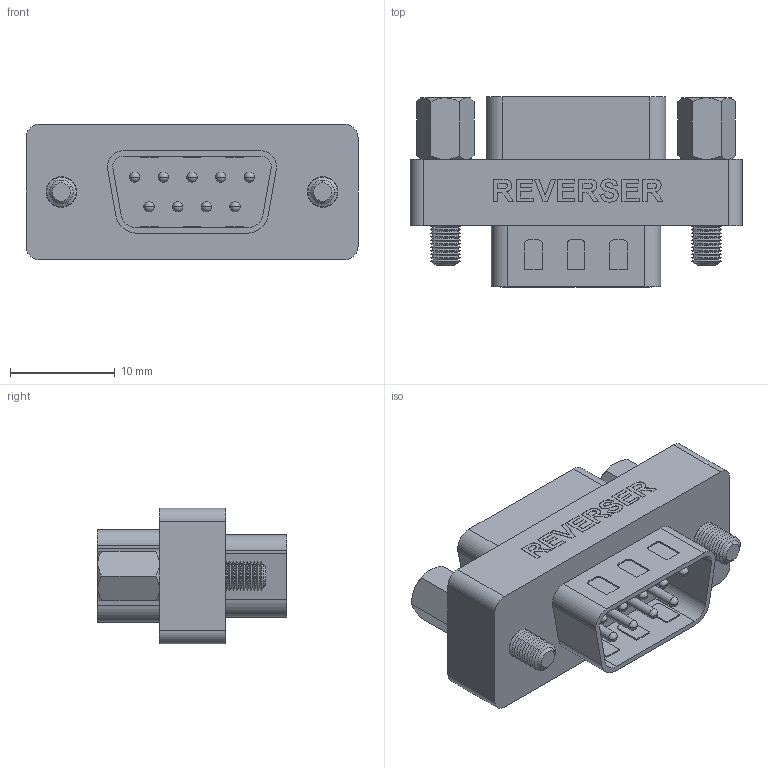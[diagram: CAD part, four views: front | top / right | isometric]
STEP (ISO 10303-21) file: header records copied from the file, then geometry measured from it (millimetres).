
FILE_DESCRIPTION (( 'STEP AP214' ), '1' );
FILE_NAME ('DMA030MF.STEP', '2018-05-18T17:04:55', ( '' ), ( '' ), 'SwSTEP 2.0', 'SolidWorks 2017', '' );
FILE_SCHEMA (( 'AUTOMOTIVE_DESIGN' ));
Length unit declared in the file: inch
Products named in the file (5): Dma030mf-ma1; Dma030mf-ma2; DMA030MF; Dma030mf-ma3; SDG250-PROD_SDG400
Assembly tree (5 placements, depth 2):
  DMA030MF
    Dma030mf-ma1
    Dma030mf-ma2
    Dma030mf-ma3
    SDG250-PROD_SDG400  x2
Bounding box: 31.75 x 18.16 x 12.95 mm (x, y, z)
Volume: 3765.1 mm3; surface area: 3692.4 mm2
Topology: 5 solids, 5 shells, 740 faces, 1769 edges, 1086 vertices
Faces by surface type: plane 275, cone 264, cylinder 105, bspline 78, torus 18
Entity records: 25742 total; most frequent: CARTESIAN_POINT 6964, ORIENTED_EDGE 2926, DIRECTION 2695, EDGE_CURVE 1463, VERTEX_POINT 927, VECTOR 915, LINE 915, AXIS2_PLACEMENT_3D 890
